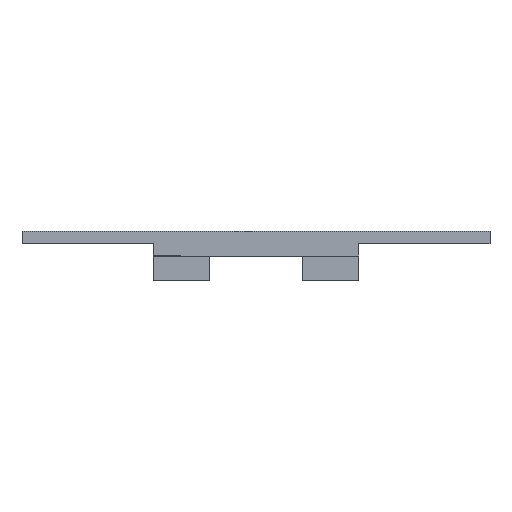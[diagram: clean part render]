
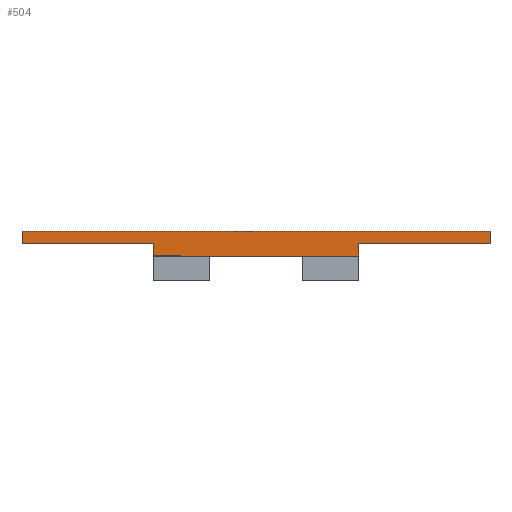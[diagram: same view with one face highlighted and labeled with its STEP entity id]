
A CAD part, front view. The second image highlights one B-rep face of the part: STEP entity #504.
In plain terms, the highlighted planar face has unit normal (0, -1, 0).
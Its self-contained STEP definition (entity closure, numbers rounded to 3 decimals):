
#5 = CARTESIAN_POINT ( 'NONE',  ( -15., -61., -4. ) ) ;
#56 = CARTESIAN_POINT ( 'NONE',  ( -75., -61., 4. ) ) ;
#77 = VERTEX_POINT ( 'NONE', #1912 ) ;
#127 = CARTESIAN_POINT ( 'NONE',  ( 33., -61., -12. ) ) ;
#149 = CARTESIAN_POINT ( 'NONE',  ( -33., -61., -12. ) ) ;
#152 = VERTEX_POINT ( 'NONE', #1937 ) ;
#162 = EDGE_CURVE ( 'NONE', #1307, #237, #1756, .T. ) ;
#194 = ORIENTED_EDGE ( 'NONE', *, *, #1064, .F. ) ;
#236 = DIRECTION ( 'NONE',  ( 0., 0., 1. ) ) ;
#237 = VERTEX_POINT ( 'NONE', #990 ) ;
#256 = EDGE_CURVE ( 'NONE', #152, #237, #790, .T. ) ;
#286 = CARTESIAN_POINT ( 'NONE',  ( -75., -61., 0. ) ) ;
#314 = VERTEX_POINT ( 'NONE', #1018 ) ;
#372 = ORIENTED_EDGE ( 'NONE', *, *, #162, .T. ) ;
#375 = CARTESIAN_POINT ( 'NONE',  ( -75., -61., 4. ) ) ;
#418 = DIRECTION ( 'NONE',  ( 0., 1., 0. ) ) ;
#472 = DIRECTION ( 'NONE',  ( -1., 0., 0. ) ) ;
#496 = VECTOR ( 'NONE', #1468, 1000. ) ;
#504 = ADVANCED_FACE ( 'NONE', ( #1935 ), #1570, .F. ) ;
#533 = EDGE_CURVE ( 'NONE', #152, #1519, #642, .T. ) ;
#545 = DIRECTION ( 'NONE',  ( 1., 0., 0. ) ) ;
#593 = DIRECTION ( 'NONE',  ( 1., 0., 0. ) ) ;
#642 = LINE ( 'NONE', #127, #833 ) ;
#658 = CARTESIAN_POINT ( 'NONE',  ( -75., -61., -4. ) ) ;
#666 = LINE ( 'NONE', #149, #971 ) ;
#722 = LINE ( 'NONE', #1229, #963 ) ;
#779 = DIRECTION ( 'NONE',  ( 1., 0., 0. ) ) ;
#782 = EDGE_CURVE ( 'NONE', #2149, #1457, #666, .T. ) ;
#790 = LINE ( 'NONE', #658, #2056 ) ;
#798 = VECTOR ( 'NONE', #593, 1000. ) ;
#808 = CARTESIAN_POINT ( 'NONE',  ( -75., -61., 4. ) ) ;
#833 = VECTOR ( 'NONE', #1955, 1000. ) ;
#858 = DIRECTION ( 'NONE',  ( 0., 0., -1. ) ) ;
#895 = VECTOR ( 'NONE', #779, 1000. ) ;
#907 = ORIENTED_EDGE ( 'NONE', *, *, #2092, .T. ) ;
#928 = CARTESIAN_POINT ( 'NONE',  ( -75., -61., -4. ) ) ;
#946 = VERTEX_POINT ( 'NONE', #1056 ) ;
#948 = CARTESIAN_POINT ( 'NONE',  ( -33., -61., 0. ) ) ;
#963 = VECTOR ( 'NONE', #1898, 1000. ) ;
#967 = AXIS2_PLACEMENT_3D ( 'NONE', #56, #418, #236 ) ;
#971 = VECTOR ( 'NONE', #858, 1000. ) ;
#990 = CARTESIAN_POINT ( 'NONE',  ( 15., -61., -4. ) ) ;
#1018 = CARTESIAN_POINT ( 'NONE',  ( 75., -61., 0. ) ) ;
#1045 = LINE ( 'NONE', #375, #1849 ) ;
#1056 = CARTESIAN_POINT ( 'NONE',  ( -75., -61., 0. ) ) ;
#1064 = EDGE_CURVE ( 'NONE', #77, #1358, #1045, .T. ) ;
#1159 = CARTESIAN_POINT ( 'NONE',  ( -75., -61., -4. ) ) ;
#1174 = LINE ( 'NONE', #1159, #1330 ) ;
#1209 = CARTESIAN_POINT ( 'NONE',  ( 75., -61., 4. ) ) ;
#1220 = CARTESIAN_POINT ( 'NONE',  ( -75., -61., 0. ) ) ;
#1229 = CARTESIAN_POINT ( 'NONE',  ( 75., -61., 4. ) ) ;
#1275 = EDGE_CURVE ( 'NONE', #1307, #1457, #1174, .T. ) ;
#1298 = EDGE_LOOP ( 'NONE', ( #2030, #1492, #1807, #1738, #194, #907, #1388, #2101, #2043, #372 ) ) ;
#1307 = VERTEX_POINT ( 'NONE', #5 ) ;
#1320 = CARTESIAN_POINT ( 'NONE',  ( 33., -61., 0. ) ) ;
#1330 = VECTOR ( 'NONE', #1829, 1000. ) ;
#1358 = VERTEX_POINT ( 'NONE', #1209 ) ;
#1388 = ORIENTED_EDGE ( 'NONE', *, *, #2139, .T. ) ;
#1457 = VERTEX_POINT ( 'NONE', #2011 ) ;
#1468 = DIRECTION ( 'NONE',  ( 0., 0., -1. ) ) ;
#1492 = ORIENTED_EDGE ( 'NONE', *, *, #533, .T. ) ;
#1519 = VERTEX_POINT ( 'NONE', #1320 ) ;
#1570 = PLANE ( 'NONE',  #967 ) ;
#1587 = VECTOR ( 'NONE', #1890, 1000. ) ;
#1738 = ORIENTED_EDGE ( 'NONE', *, *, #1765, .F. ) ;
#1756 = LINE ( 'NONE', #928, #798 ) ;
#1765 = EDGE_CURVE ( 'NONE', #1358, #314, #722, .T. ) ;
#1775 = LINE ( 'NONE', #286, #895 ) ;
#1807 = ORIENTED_EDGE ( 'NONE', *, *, #1960, .T. ) ;
#1815 = LINE ( 'NONE', #808, #496 ) ;
#1829 = DIRECTION ( 'NONE',  ( -1., 0., 0. ) ) ;
#1849 = VECTOR ( 'NONE', #545, 1000. ) ;
#1890 = DIRECTION ( 'NONE',  ( 1., 0., 0. ) ) ;
#1898 = DIRECTION ( 'NONE',  ( 0., 0., -1. ) ) ;
#1912 = CARTESIAN_POINT ( 'NONE',  ( -75., -61., 4. ) ) ;
#1935 = FACE_OUTER_BOUND ( 'NONE', #1298, .T. ) ;
#1937 = CARTESIAN_POINT ( 'NONE',  ( 33., -61., -4. ) ) ;
#1955 = DIRECTION ( 'NONE',  ( 0., 0., 1. ) ) ;
#1960 = EDGE_CURVE ( 'NONE', #1519, #314, #2075, .T. ) ;
#2011 = CARTESIAN_POINT ( 'NONE',  ( -33., -61., -4. ) ) ;
#2030 = ORIENTED_EDGE ( 'NONE', *, *, #256, .F. ) ;
#2043 = ORIENTED_EDGE ( 'NONE', *, *, #1275, .F. ) ;
#2056 = VECTOR ( 'NONE', #472, 1000. ) ;
#2075 = LINE ( 'NONE', #1220, #1587 ) ;
#2092 = EDGE_CURVE ( 'NONE', #77, #946, #1815, .T. ) ;
#2101 = ORIENTED_EDGE ( 'NONE', *, *, #782, .T. ) ;
#2139 = EDGE_CURVE ( 'NONE', #946, #2149, #1775, .T. ) ;
#2149 = VERTEX_POINT ( 'NONE', #948 ) ;
